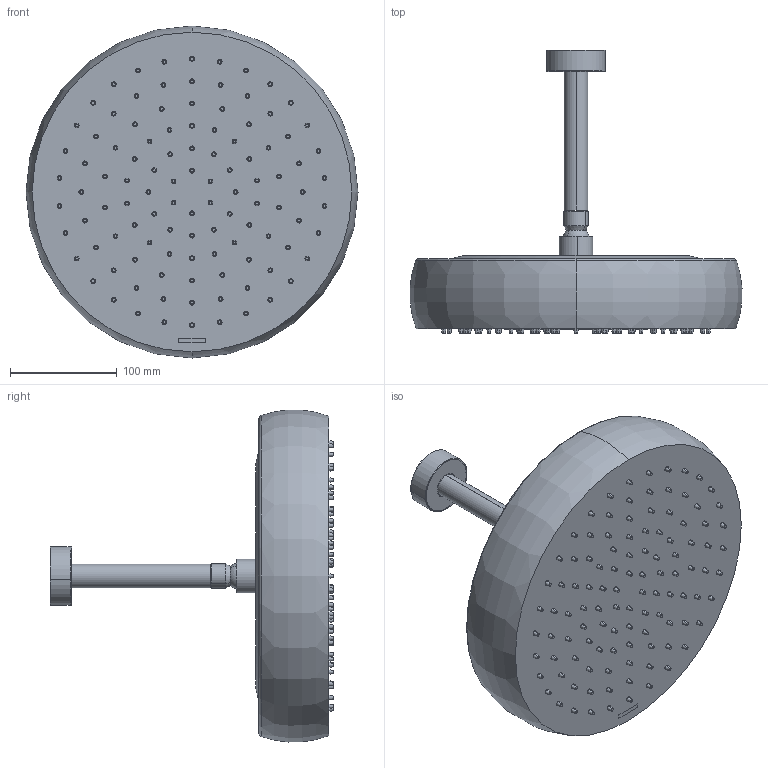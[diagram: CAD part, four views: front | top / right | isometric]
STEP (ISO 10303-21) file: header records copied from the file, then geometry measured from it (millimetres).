
FILE_DESCRIPTION (( 'STEP AP203' ), '1' );
FILE_NAME ('99HP02746.STEP', '2024-01-22T13:55:05', ( '' ), ( '' ), 'SwSTEP 2.0', 'SolidWorks 2021', '' );
FILE_SCHEMA (( 'CONFIG_CONTROL_DESIGN' ));
Length unit declared in the file: millimetre
Products named in the file (1): 99HP02746
Bounding box: 311.69 x 265.95 x 311.69 mm (x, y, z)
Volume: 5032920.5 mm3; surface area: 253522.9 mm2
Topology: 5 solids, 5 shells, 425 faces, 861 edges, 565 vertices
Faces by surface type: cone 232, plane 137, cylinder 32, torus 22, sphere 2
Entity records: 11437 total; most frequent: DIRECTION 2278, CARTESIAN_POINT 1844, ORIENTED_EDGE 1712, AXIS2_PLACEMENT_3D 996, EDGE_CURVE 856, CIRCLE 570, VERTEX_POINT 562, EDGE_LOOP 554
